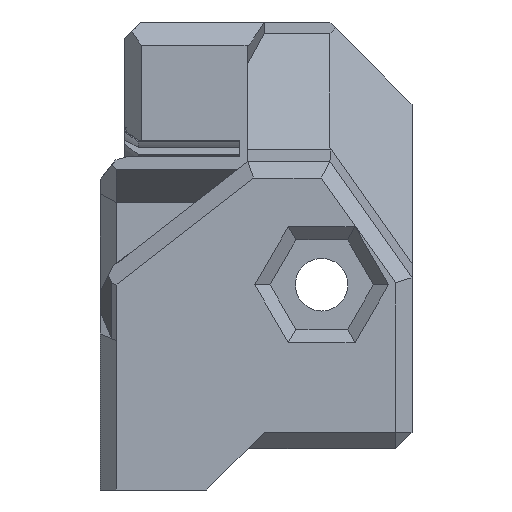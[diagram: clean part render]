
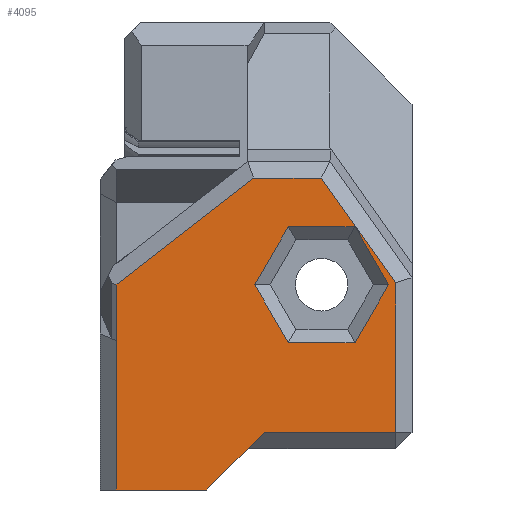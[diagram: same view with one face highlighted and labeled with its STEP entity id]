
A CAD part, front view. The second image highlights one B-rep face of the part: STEP entity #4095.
In plain terms, the highlighted planar face has unit normal (0, -1, 0).
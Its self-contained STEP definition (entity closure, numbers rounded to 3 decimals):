
#64=FACE_BOUND('',#1564,.T.);
#220=LINE('',#5884,#740);
#222=LINE('',#5889,#742);
#226=LINE('',#5897,#746);
#230=LINE('',#5905,#750);
#233=LINE('',#5909,#753);
#235=LINE('',#5912,#755);
#243=LINE('',#5930,#763);
#244=LINE('',#5932,#764);
#245=LINE('',#5934,#765);
#246=LINE('',#5936,#766);
#247=LINE('',#5938,#767);
#248=LINE('',#5940,#768);
#249=LINE('',#5942,#769);
#250=LINE('',#5944,#770);
#251=LINE('',#5946,#771);
#252=LINE('',#5947,#772);
#740=VECTOR('',#4774,10.);
#742=VECTOR('',#4778,10.);
#746=VECTOR('',#4784,10.);
#750=VECTOR('',#4790,10.);
#753=VECTOR('',#4795,10.);
#755=VECTOR('',#4799,10.);
#763=VECTOR('',#4815,10.);
#764=VECTOR('',#4816,10.);
#765=VECTOR('',#4817,10.);
#766=VECTOR('',#4818,10.);
#767=VECTOR('',#4819,10.);
#768=VECTOR('',#4820,10.);
#769=VECTOR('',#4821,10.);
#770=VECTOR('',#4822,10.);
#771=VECTOR('',#4823,10.);
#772=VECTOR('',#4824,10.);
#1159=PLANE('',#4354);
#1342=FACE_OUTER_BOUND('',#1563,.T.);
#1563=EDGE_LOOP('',(#3064,#3065,#3066,#3067,#3068,#3069,#3070,#3071,#3072,
#3073));
#1564=EDGE_LOOP('',(#3074,#3075,#3076,#3077,#3078,#3079));
#1940=VERTEX_POINT('',#5881);
#1941=VERTEX_POINT('',#5883);
#1942=VERTEX_POINT('',#5887);
#1943=VERTEX_POINT('',#5888);
#1946=VERTEX_POINT('',#5896);
#1949=VERTEX_POINT('',#5904);
#1954=VERTEX_POINT('',#5928);
#1955=VERTEX_POINT('',#5929);
#1956=VERTEX_POINT('',#5931);
#1957=VERTEX_POINT('',#5933);
#1958=VERTEX_POINT('',#5935);
#1959=VERTEX_POINT('',#5937);
#1960=VERTEX_POINT('',#5939);
#1961=VERTEX_POINT('',#5941);
#1962=VERTEX_POINT('',#5943);
#1963=VERTEX_POINT('',#5945);
#2364=EDGE_CURVE('',#1940,#1941,#220,.T.);
#2366=EDGE_CURVE('',#1942,#1943,#222,.T.);
#2370=EDGE_CURVE('',#1943,#1946,#226,.T.);
#2374=EDGE_CURVE('',#1946,#1949,#230,.T.);
#2377=EDGE_CURVE('',#1949,#1940,#233,.T.);
#2379=EDGE_CURVE('',#1941,#1942,#235,.T.);
#2387=EDGE_CURVE('',#1954,#1955,#243,.T.);
#2388=EDGE_CURVE('',#1956,#1954,#244,.T.);
#2389=EDGE_CURVE('',#1957,#1956,#245,.T.);
#2390=EDGE_CURVE('',#1958,#1957,#246,.T.);
#2391=EDGE_CURVE('',#1959,#1958,#247,.T.);
#2392=EDGE_CURVE('',#1960,#1959,#248,.T.);
#2393=EDGE_CURVE('',#1961,#1960,#249,.T.);
#2394=EDGE_CURVE('',#1962,#1961,#250,.T.);
#2395=EDGE_CURVE('',#1963,#1962,#251,.T.);
#2396=EDGE_CURVE('',#1955,#1963,#252,.T.);
#3064=ORIENTED_EDGE('',*,*,#2387,.F.);
#3065=ORIENTED_EDGE('',*,*,#2388,.F.);
#3066=ORIENTED_EDGE('',*,*,#2389,.F.);
#3067=ORIENTED_EDGE('',*,*,#2390,.F.);
#3068=ORIENTED_EDGE('',*,*,#2391,.F.);
#3069=ORIENTED_EDGE('',*,*,#2392,.F.);
#3070=ORIENTED_EDGE('',*,*,#2393,.F.);
#3071=ORIENTED_EDGE('',*,*,#2394,.F.);
#3072=ORIENTED_EDGE('',*,*,#2395,.F.);
#3073=ORIENTED_EDGE('',*,*,#2396,.F.);
#3074=ORIENTED_EDGE('',*,*,#2366,.F.);
#3075=ORIENTED_EDGE('',*,*,#2379,.F.);
#3076=ORIENTED_EDGE('',*,*,#2364,.F.);
#3077=ORIENTED_EDGE('',*,*,#2377,.F.);
#3078=ORIENTED_EDGE('',*,*,#2374,.F.);
#3079=ORIENTED_EDGE('',*,*,#2370,.F.);
#4095=ADVANCED_FACE('',(#1342,#64),#1159,.T.);
#4354=AXIS2_PLACEMENT_3D('',#5927,#4813,#4814);
#4774=DIRECTION('',(0.5,0.,-0.866));
#4778=DIRECTION('',(0.5,0.,0.866));
#4784=DIRECTION('',(-0.5,0.,0.866));
#4790=DIRECTION('',(-1.,0.,0.));
#4795=DIRECTION('',(-0.5,0.,-0.866));
#4799=DIRECTION('',(1.,0.,0.));
#4813=DIRECTION('center_axis',(0.,-1.,0.));
#4814=DIRECTION('ref_axis',(0.,0.,1.));
#4815=DIRECTION('',(0.,0.,1.));
#4816=DIRECTION('',(-1.,0.,0.));
#4817=DIRECTION('',(-0.707,0.,-0.707));
#4818=DIRECTION('',(-1.,0.,0.));
#4819=DIRECTION('',(0.,0.,-1.));
#4820=DIRECTION('',(0.577,0.,-0.816));
#4821=DIRECTION('',(1.,0.,0.));
#4822=DIRECTION('',(0.79,0.,0.613));
#4823=DIRECTION('',(-0.009,0.,1.));
#4824=DIRECTION('',(0.707,0.,0.707));
#5881=CARTESIAN_POINT('',(3.926,-30.5,10.));
#5883=CARTESIAN_POINT('',(5.963,-30.5,6.472));
#5884=CARTESIAN_POINT('',(8.732,-30.5,1.676));
#5887=CARTESIAN_POINT('',(10.037,-30.5,6.472));
#5888=CARTESIAN_POINT('',(12.074,-30.5,10.));
#5889=CARTESIAN_POINT('',(9.43,-30.5,5.421));
#5896=CARTESIAN_POINT('',(10.037,-30.5,13.528));
#5897=CARTESIAN_POINT('',(14.055,-30.5,6.568));
#5904=CARTESIAN_POINT('',(5.963,-30.5,13.528));
#5905=CARTESIAN_POINT('',(9.962,-30.5,13.528));
#5909=CARTESIAN_POINT('',(2.532,-30.5,7.585));
#5912=CARTESIAN_POINT('',(11.538,-30.5,6.472));
#5927=CARTESIAN_POINT('Origin',(13.5,-30.5,-2.5));
#5928=CARTESIAN_POINT('',(-4.5,-30.5,-2.5));
#5929=CARTESIAN_POINT('',(-4.5,-30.5,6.586));
#5930=CARTESIAN_POINT('',(-4.5,-30.5,8.255));
#5931=CARTESIAN_POINT('',(1.,-30.5,-2.5));
#5932=CARTESIAN_POINT('',(13.5,-30.5,-2.5));
#5933=CARTESIAN_POINT('',(4.5,-30.5,1.));
#5934=CARTESIAN_POINT('',(4.75,-30.5,1.25));
#5935=CARTESIAN_POINT('',(12.5,-30.5,1.));
#5936=CARTESIAN_POINT('',(6.75,-30.5,1.));
#5937=CARTESIAN_POINT('',(12.5,-30.5,10.111));
#5938=CARTESIAN_POINT('',(12.5,-30.5,-1.25));
#5939=CARTESIAN_POINT('',(7.982,-30.5,16.5));
#5940=CARTESIAN_POINT('',(15.731,-30.5,5.542));
#5941=CARTESIAN_POINT('',(3.843,-30.5,16.5));
#5942=CARTESIAN_POINT('',(11.,-30.5,16.5));
#5943=CARTESIAN_POINT('',(-4.526,-30.5,10.003));
#5944=CARTESIAN_POINT('',(-2.126,-30.5,11.866));
#5945=CARTESIAN_POINT('',(-4.496,-30.5,6.589));
#5946=CARTESIAN_POINT('',(-4.459,-30.5,2.178));
#5947=CARTESIAN_POINT('',(-2.668,-30.5,8.418));
